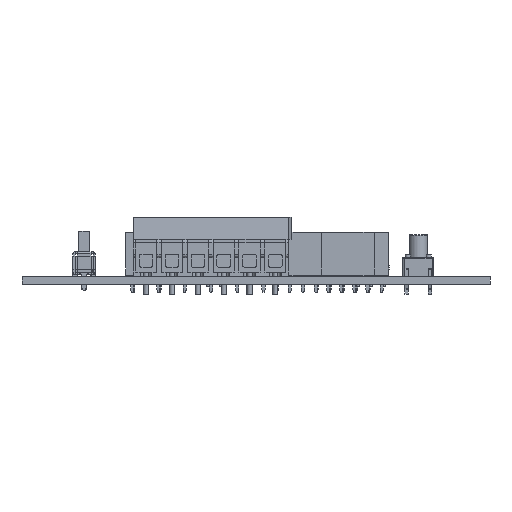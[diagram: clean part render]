
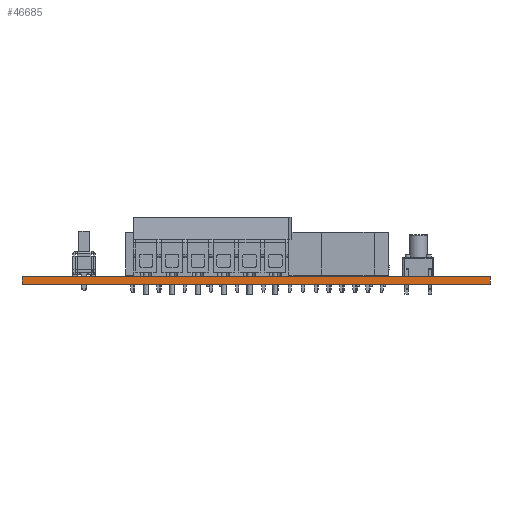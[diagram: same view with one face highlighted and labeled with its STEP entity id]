
A CAD part, left-side view. The second image highlights one B-rep face of the part: STEP entity #46685.
In plain terms, the highlighted planar face has unit normal (-1, 0, 0).
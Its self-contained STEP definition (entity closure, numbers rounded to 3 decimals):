
#46660 = VERTEX_POINT('',#46661);
#46661 = CARTESIAN_POINT('',(0.001,-90.5,1.51));
#46667 = EDGE_CURVE('',#46668,#46660,#46670,.T.);
#46668 = VERTEX_POINT('',#46669);
#46669 = CARTESIAN_POINT('',(0.001,-90.5,0.));
#46670 = LINE('',#46671,#46672);
#46671 = CARTESIAN_POINT('',(0.001,-90.5,0.));
#46672 = VECTOR('',#46673,1.);
#46673 = DIRECTION('',(0.,0.,1.));
#46685 = ADVANCED_FACE('',(#46686),#46711,.T.);
#46686 = FACE_BOUND('',#46687,.T.);
#46687 = EDGE_LOOP('',(#46688,#46689,#46697,#46705));
#46688 = ORIENTED_EDGE('',*,*,#46667,.T.);
#46689 = ORIENTED_EDGE('',*,*,#46690,.T.);
#46690 = EDGE_CURVE('',#46660,#46691,#46693,.T.);
#46691 = VERTEX_POINT('',#46692);
#46692 = CARTESIAN_POINT('',(0.001,0.,1.51));
#46693 = LINE('',#46694,#46695);
#46694 = CARTESIAN_POINT('',(0.001,-90.5,1.51));
#46695 = VECTOR('',#46696,1.);
#46696 = DIRECTION('',(0.,1.,0.));
#46697 = ORIENTED_EDGE('',*,*,#46698,.F.);
#46698 = EDGE_CURVE('',#46699,#46691,#46701,.T.);
#46699 = VERTEX_POINT('',#46700);
#46700 = CARTESIAN_POINT('',(0.001,0.,0.));
#46701 = LINE('',#46702,#46703);
#46702 = CARTESIAN_POINT('',(0.001,0.,0.));
#46703 = VECTOR('',#46704,1.);
#46704 = DIRECTION('',(0.,0.,1.));
#46705 = ORIENTED_EDGE('',*,*,#46706,.F.);
#46706 = EDGE_CURVE('',#46668,#46699,#46707,.T.);
#46707 = LINE('',#46708,#46709);
#46708 = CARTESIAN_POINT('',(0.001,-90.5,0.));
#46709 = VECTOR('',#46710,1.);
#46710 = DIRECTION('',(0.,1.,0.));
#46711 = PLANE('',#46712);
#46712 = AXIS2_PLACEMENT_3D('',#46713,#46714,#46715);
#46713 = CARTESIAN_POINT('',(0.001,-90.5,0.));
#46714 = DIRECTION('',(-1.,0.,0.));
#46715 = DIRECTION('',(0.,1.,0.));
